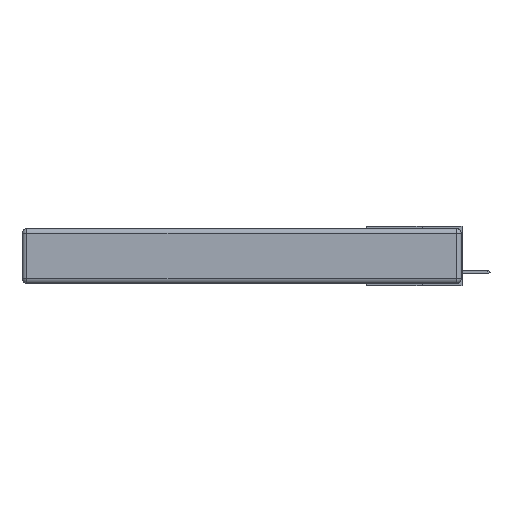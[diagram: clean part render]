
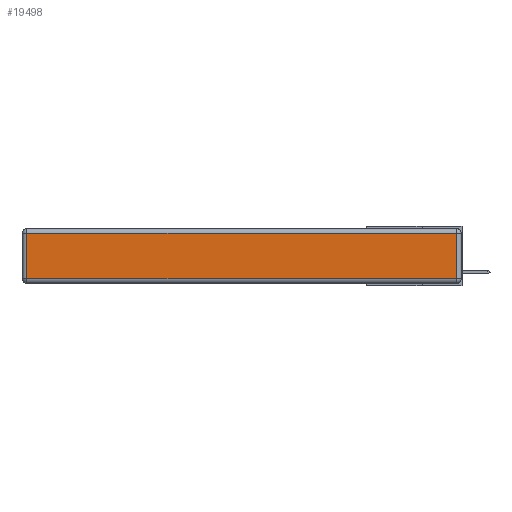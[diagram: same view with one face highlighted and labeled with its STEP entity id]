
A CAD part, left-side view. The second image highlights one B-rep face of the part: STEP entity #19498.
In plain terms, the highlighted planar face has unit normal (-1, 0, 0).
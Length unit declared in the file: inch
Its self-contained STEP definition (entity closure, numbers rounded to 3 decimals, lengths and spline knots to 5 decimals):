
#348 = CARTESIAN_POINT ( 'NONE',  ( 0., 2.72, -0.343 ) ) ;
#358 = ORIENTED_EDGE ( 'NONE', *, *, #14874, .T. ) ;
#2170 = VERTEX_POINT ( 'NONE', #11886 ) ;
#2754 = LINE ( 'NONE', #11133, #12733 ) ;
#3526 = VECTOR ( 'NONE', #15256, 39.37008 ) ;
#5270 = VERTEX_POINT ( 'NONE', #11941 ) ;
#5696 = EDGE_CURVE ( 'NONE', #18386, #2170, #19802, .T. ) ;
#7190 = LINE ( 'NONE', #348, #12807 ) ;
#7430 = DIRECTION ( 'NONE',  ( 0., -1., 0. ) ) ;
#7794 = DIRECTION ( 'NONE',  ( 0., 1., 0. ) ) ;
#8037 = EDGE_LOOP ( 'NONE', ( #21162, #18211, #14932, #358 ) ) ;
#9044 = EDGE_CURVE ( 'NONE', #12757, #5270, #2754, .T. ) ;
#9395 = DIRECTION ( 'NONE',  ( 0., 0., 1. ) ) ;
#9449 = AXIS2_PLACEMENT_3D ( 'NONE', #14552, #17982, #9395 ) ;
#9838 = EDGE_CURVE ( 'NONE', #5270, #18386, #18142, .T. ) ;
#11090 = PLANE ( 'NONE',  #9449 ) ;
#11133 = CARTESIAN_POINT ( 'NONE',  ( 0., 0., -0.313 ) ) ;
#11886 = CARTESIAN_POINT ( 'NONE',  ( 0., 2.72, -0.03 ) ) ;
#11941 = CARTESIAN_POINT ( 'NONE',  ( 0., 0.03, -0.313 ) ) ;
#12188 = VECTOR ( 'NONE', #7794, 39.37008 ) ;
#12401 = DIRECTION ( 'NONE',  ( 0., 0., -1. ) ) ;
#12733 = VECTOR ( 'NONE', #7430, 39.37008 ) ;
#12757 = VERTEX_POINT ( 'NONE', #17307 ) ;
#12807 = VECTOR ( 'NONE', #12401, 39.37008 ) ;
#14552 = CARTESIAN_POINT ( 'NONE',  ( 0., 0., -0.343 ) ) ;
#14874 = EDGE_CURVE ( 'NONE', #2170, #12757, #7190, .T. ) ;
#14932 = ORIENTED_EDGE ( 'NONE', *, *, #5696, .T. ) ;
#15256 = DIRECTION ( 'NONE',  ( 0., 0., 1. ) ) ;
#17307 = CARTESIAN_POINT ( 'NONE',  ( 0., 2.72, -0.313 ) ) ;
#17982 = DIRECTION ( 'NONE',  ( -1., 0., 0. ) ) ;
#18142 = LINE ( 'NONE', #22238, #3526 ) ;
#18211 = ORIENTED_EDGE ( 'NONE', *, *, #9838, .T. ) ;
#18386 = VERTEX_POINT ( 'NONE', #21874 ) ;
#19498 = ADVANCED_FACE ( 'NONE', ( #19838 ), #11090, .T. ) ;
#19802 = LINE ( 'NONE', #21583, #12188 ) ;
#19838 = FACE_OUTER_BOUND ( 'NONE', #8037, .T. ) ;
#21162 = ORIENTED_EDGE ( 'NONE', *, *, #9044, .T. ) ;
#21583 = CARTESIAN_POINT ( 'NONE',  ( 0., 2.75, -0.03 ) ) ;
#21874 = CARTESIAN_POINT ( 'NONE',  ( 0., 0.03, -0.03 ) ) ;
#22238 = CARTESIAN_POINT ( 'NONE',  ( 0., 0.03, -0.343 ) ) ;
